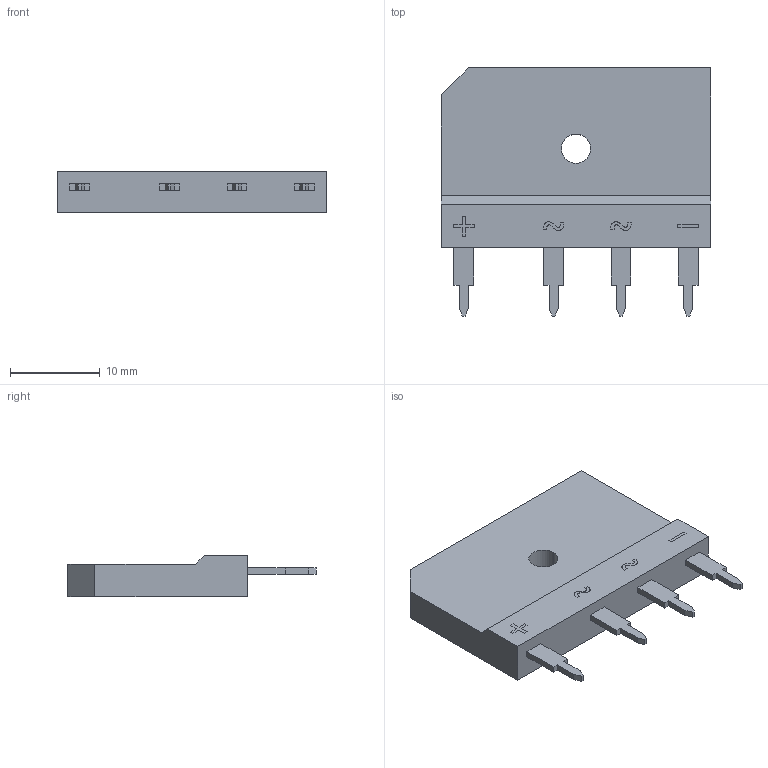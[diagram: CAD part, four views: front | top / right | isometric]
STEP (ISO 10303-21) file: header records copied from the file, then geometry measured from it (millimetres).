
FILE_DESCRIPTION(('FreeCAD Model'),'2;1');
FILE_NAME ('Bridge_Rectifier_30x4.6_test.step', '2020-10-19T11:51:58+00:00', 'Stefan Hamminga', '', '', '', '');
FILE_SCHEMA(('AUTOMOTIVE_DESIGN_CC2 { 1 2 10303 214 -1 1 5 4 }'));
Length unit declared in the file: millimetre
Products named in the file (6): ASSEMBLY; Bridge_Rectifier_30x4.6; Bridge_Rectifier_30x4.008; Bridge_Rectifier_30x4.010; Bridge_Rectifier_30x4.009; Bridge_Rectifier_30x4.007
Assembly tree (5 placements, depth 2):
  ASSEMBLY
    Bridge_Rectifier_30x4.6
    Bridge_Rectifier_30x4.008
    Bridge_Rectifier_30x4.010
    Bridge_Rectifier_30x4.009
    Bridge_Rectifier_30x4.007
Bounding box: 30 x 27.64 x 4.6 mm (x, y, z)
Volume: 2307.6 mm3; surface area: 1770.5 mm2
Topology: 5 solids, 5 shells, 63 faces, 179 edges, 130 vertices
Faces by surface type: plane 61, cylinder 2
Entity records: 5105 total; most frequent: CARTESIAN_POINT 1288, DIRECTION 643, LINE 493, VECTOR 493, ORIENTED_EDGE 358, PCURVE 358, DEFINITIONAL_REPRESENTATION 358, EDGE_CURVE 179
